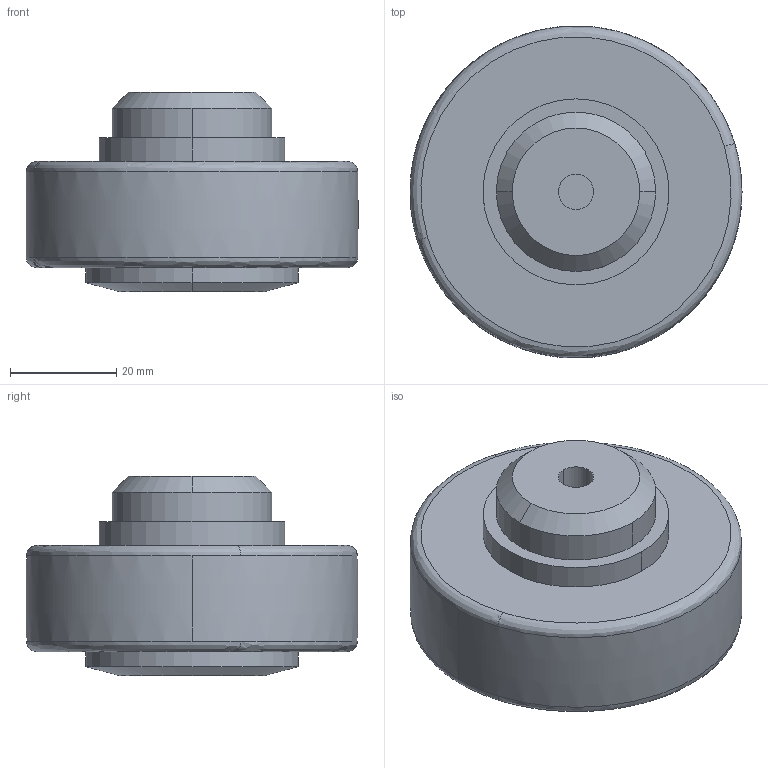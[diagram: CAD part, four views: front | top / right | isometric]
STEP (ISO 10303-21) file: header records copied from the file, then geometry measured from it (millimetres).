
FILE_DESCRIPTION (( 'STEP AP214' ), '1' );
FILE_NAME ('PAS-060.0360-Rollco.step', '2023-04-28T07:44:16', ( '' ), ( '' ), 'SwSTEP 2.0', 'SolidWorks 2010', '' );
FILE_SCHEMA (( 'AUTOMOTIVE_DESIGN' ));
Length unit declared in the file: millimetre
Products named in the file (1): PAS-060.0360-Rollco
Bounding box: 62.49 x 62.48 x 37.5 mm (x, y, z)
Volume: 75491.3 mm3; surface area: 11469.8 mm2
Topology: 1 solids, 1 shells, 24 faces, 52 edges, 34 vertices
Faces by surface type: cylinder 8, plane 6, bspline 4, cone 4, torus 2
Entity records: 919 total; most frequent: CARTESIAN_POINT 183, DIRECTION 126, ORIENTED_EDGE 104, AXIS2_PLACEMENT_3D 57, EDGE_CURVE 52, CIRCLE 36, VERTEX_POINT 34, EDGE_LOOP 28
